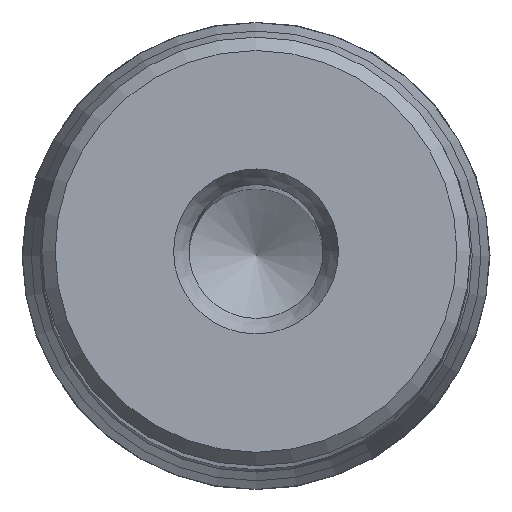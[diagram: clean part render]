
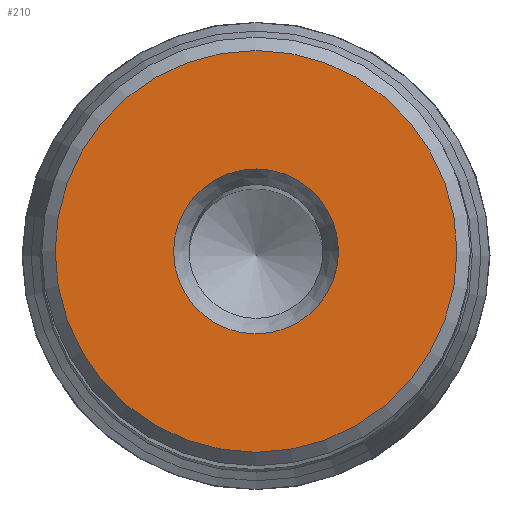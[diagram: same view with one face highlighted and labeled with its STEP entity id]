
A CAD part, top view. The second image highlights one B-rep face of the part: STEP entity #210.
In plain terms, the highlighted planar face has unit normal (0, 0, 1).
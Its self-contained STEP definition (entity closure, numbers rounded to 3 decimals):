
#44=PLANE('',#743);
#210=ADVANCED_FACE('',(#372,#373),#44,.F.);
#372=FACE_BOUND('',#459,.T.);
#373=FACE_BOUND('',#460,.T.);
#459=EDGE_LOOP('',(#545));
#460=EDGE_LOOP('',(#546));
#545=ORIENTED_EDGE('',*,*,#648,.T.);
#546=ORIENTED_EDGE('',*,*,#649,.T.);
#604=VERTEX_POINT('',#1234);
#605=VERTEX_POINT('',#1236);
#648=EDGE_CURVE('',#604,#604,#691,.T.);
#649=EDGE_CURVE('',#605,#605,#692,.T.);
#691=CIRCLE('',#741,6.155);
#692=CIRCLE('',#742,15.);
#741=AXIS2_PLACEMENT_3D('',#1233,#875,#876);
#742=AXIS2_PLACEMENT_3D('',#1235,#877,#878);
#743=AXIS2_PLACEMENT_3D('',#1237,#879,#880);
#875=DIRECTION('',(0.,0.,-1.));
#876=DIRECTION('',(-1.,0.,0.));
#877=DIRECTION('',(0.,0.,1.));
#878=DIRECTION('',(-1.,0.,0.));
#879=DIRECTION('',(0.,0.,-1.));
#880=DIRECTION('',(-1.,0.,0.));
#1233=CARTESIAN_POINT('',(0.,0.,150.));
#1234=CARTESIAN_POINT('',(-6.155,0.,150.));
#1235=CARTESIAN_POINT('',(0.,0.,150.));
#1236=CARTESIAN_POINT('',(-15.,0.,150.));
#1237=CARTESIAN_POINT('',(0.,0.,150.));
